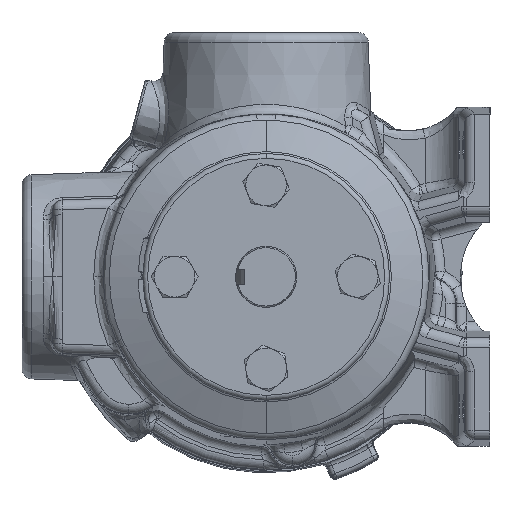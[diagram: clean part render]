
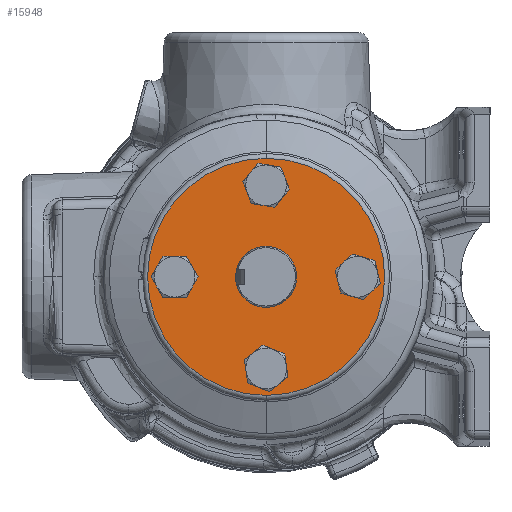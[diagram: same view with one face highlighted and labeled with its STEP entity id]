
A CAD part, left-side view. The second image highlights one B-rep face of the part: STEP entity #15948.
In plain terms, the highlighted planar face has unit normal (-1, 0, 0).
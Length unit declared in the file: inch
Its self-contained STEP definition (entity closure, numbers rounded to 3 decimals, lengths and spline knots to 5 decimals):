
#728 = DIRECTION ( 'NONE',  ( 1., 0., 0. ) ) ;
#929 = DIRECTION ( 'NONE',  ( 1., 0., 0. ) ) ;
#1232 = DIRECTION ( 'NONE',  ( 1., 0., 0. ) ) ;
#1988 = VERTEX_POINT ( 'NONE', #15480 ) ;
#2067 = AXIS2_PLACEMENT_3D ( 'NONE', #19355, #6433, #11302 ) ;
#2333 = DIRECTION ( 'NONE',  ( 0., 0.371, -0.929 ) ) ;
#2814 = VERTEX_POINT ( 'NONE', #3061 ) ;
#2867 = VERTEX_POINT ( 'NONE', #13483 ) ;
#3061 = CARTESIAN_POINT ( 'NONE',  ( -5.628, 0., -1.45644 ) ) ;
#3558 = EDGE_LOOP ( 'NONE', ( #27722, #43829 ) ) ;
#3661 = VERTEX_POINT ( 'NONE', #6778 ) ;
#4402 = DIRECTION ( 'NONE',  ( 0., 0., -1. ) ) ;
#4992 = VERTEX_POINT ( 'NONE', #20753 ) ;
#5305 = AXIS2_PLACEMENT_3D ( 'NONE', #7777, #33199, #17180 ) ;
#6433 = DIRECTION ( 'NONE',  ( 1., 0., 0. ) ) ;
#6707 = FACE_BOUND ( 'NONE', #30425, .T. ) ;
#6778 = CARTESIAN_POINT ( 'NONE',  ( -5.628, -1.05425, -0.23978 ) ) ;
#6782 = CIRCLE ( 'NONE', #33142, 0.25 ) ;
#7777 = CARTESIAN_POINT ( 'NONE',  ( -5.628, 1.125, 0. ) ) ;
#8014 = CIRCLE ( 'NONE', #5305, 0.25 ) ;
#8091 = AXIS2_PLACEMENT_3D ( 'NONE', #9289, #44779, #34298 ) ;
#8373 = CARTESIAN_POINT ( 'NONE',  ( -5.628, 0., 1.125 ) ) ;
#8609 = CARTESIAN_POINT ( 'NONE',  ( -5.628, 0.03964, 0.87816 ) ) ;
#8897 = EDGE_LOOP ( 'NONE', ( #10204, #15188 ) ) ;
#8910 = VERTEX_POINT ( 'NONE', #15064 ) ;
#9289 = CARTESIAN_POINT ( 'NONE',  ( -5.628, -1.125, 0. ) ) ;
#9754 = CARTESIAN_POINT ( 'NONE',  ( -5.628, 0., 1.45644 ) ) ;
#10123 = EDGE_CURVE ( 'NONE', #3661, #8910, #18125, .T. ) ;
#10204 = ORIENTED_EDGE ( 'NONE', *, *, #21659, .T. ) ;
#10286 = AXIS2_PLACEMENT_3D ( 'NONE', #17162, #47161, #45217 ) ;
#10380 = DIRECTION ( 'NONE',  ( 1., 0., 0. ) ) ;
#11229 = DIRECTION ( 'NONE',  ( 0., 0.159, -0.987 ) ) ;
#11302 = DIRECTION ( 'NONE',  ( 0., 0., 1. ) ) ;
#11477 = ORIENTED_EDGE ( 'NONE', *, *, #45463, .T. ) ;
#11822 = AXIS2_PLACEMENT_3D ( 'NONE', #22752, #929, #26363 ) ;
#11916 = DIRECTION ( 'NONE',  ( 0., 0.159, -0.987 ) ) ;
#12549 = ORIENTED_EDGE ( 'NONE', *, *, #40314, .T. ) ;
#13049 = AXIS2_PLACEMENT_3D ( 'NONE', #20663, #46157, #24316 ) ;
#13442 = AXIS2_PLACEMENT_3D ( 'NONE', #19265, #37332, #11229 ) ;
#13483 = CARTESIAN_POINT ( 'NONE',  ( -5.628, 1.125, 0.25 ) ) ;
#13518 = VERTEX_POINT ( 'NONE', #9754 ) ;
#13667 = DIRECTION ( 'NONE',  ( -1., 0., 0. ) ) ;
#13669 = CIRCLE ( 'NONE', #25816, 1.45644 ) ;
#15064 = CARTESIAN_POINT ( 'NONE',  ( -5.628, -1.19575, 0.23978 ) ) ;
#15188 = ORIENTED_EDGE ( 'NONE', *, *, #25720, .T. ) ;
#15480 = CARTESIAN_POINT ( 'NONE',  ( -5.628, -0.09279, -0.89286 ) ) ;
#15843 = VERTEX_POINT ( 'NONE', #21221 ) ;
#15948 = ADVANCED_FACE ( 'NONE', ( #42364, #35220, #6707, #44347, #35579, #20952 ), #32677, .F. ) ;
#15951 = CIRCLE ( 'NONE', #13442, 0.25 ) ;
#16193 = EDGE_CURVE ( 'NONE', #4992, #2867, #8014, .T. ) ;
#16908 = CIRCLE ( 'NONE', #40611, 0.25 ) ;
#17162 = CARTESIAN_POINT ( 'NONE',  ( -5.628, 1.125, 0. ) ) ;
#17180 = DIRECTION ( 'NONE',  ( 0., 0., -1. ) ) ;
#17695 = ORIENTED_EDGE ( 'NONE', *, *, #21527, .T. ) ;
#18125 = CIRCLE ( 'NONE', #8091, 0.25 ) ;
#18879 = AXIS2_PLACEMENT_3D ( 'NONE', #8373, #33824, #11916 ) ;
#19196 = CARTESIAN_POINT ( 'NONE',  ( -5.628, 0., 0. ) ) ;
#19265 = CARTESIAN_POINT ( 'NONE',  ( -5.628, 0., 1.125 ) ) ;
#19294 = ORIENTED_EDGE ( 'NONE', *, *, #38884, .T. ) ;
#19355 = CARTESIAN_POINT ( 'NONE',  ( -5.628, 0., 0. ) ) ;
#20106 = ORIENTED_EDGE ( 'NONE', *, *, #10123, .T. ) ;
#20663 = CARTESIAN_POINT ( 'NONE',  ( -5.628, 0., 0. ) ) ;
#20753 = CARTESIAN_POINT ( 'NONE',  ( -5.628, 1.125, -0.25 ) ) ;
#20952 = FACE_BOUND ( 'NONE', #8897, .T. ) ;
#21221 = CARTESIAN_POINT ( 'NONE',  ( -5.628, -0.03964, 1.37184 ) ) ;
#21257 = AXIS2_PLACEMENT_3D ( 'NONE', #24015, #1232, #36373 ) ;
#21527 = EDGE_CURVE ( 'NONE', #13518, #2814, #13669, .T. ) ;
#21659 = EDGE_CURVE ( 'NONE', #32161, #46712, #45717, .T. ) ;
#22375 = AXIS2_PLACEMENT_3D ( 'NONE', #40732, #728, #4402 ) ;
#22592 = CIRCLE ( 'NONE', #10286, 0.25 ) ;
#22650 = EDGE_CURVE ( 'NONE', #15843, #46166, #44246, .T. ) ;
#22752 = CARTESIAN_POINT ( 'NONE',  ( -5.628, 0., -1.125 ) ) ;
#24015 = CARTESIAN_POINT ( 'NONE',  ( -5.628, 0., 0. ) ) ;
#24156 = DIRECTION ( 'NONE',  ( 1., 0., 0. ) ) ;
#24316 = DIRECTION ( 'NONE',  ( 0., 0., -1. ) ) ;
#24907 = EDGE_CURVE ( 'NONE', #2867, #4992, #22592, .T. ) ;
#25363 = CARTESIAN_POINT ( 'NONE',  ( -5.628, 0., -0.37463 ) ) ;
#25720 = EDGE_CURVE ( 'NONE', #46712, #32161, #43626, .T. ) ;
#25816 = AXIS2_PLACEMENT_3D ( 'NONE', #19196, #13667, #37052 ) ;
#25941 = EDGE_LOOP ( 'NONE', ( #19294, #20106 ) ) ;
#26363 = DIRECTION ( 'NONE',  ( 0., 0.371, -0.929 ) ) ;
#27722 = ORIENTED_EDGE ( 'NONE', *, *, #24907, .T. ) ;
#30425 = EDGE_LOOP ( 'NONE', ( #44854, #34953 ) ) ;
#31048 = EDGE_CURVE ( 'NONE', #46166, #15843, #15951, .T. ) ;
#32161 = VERTEX_POINT ( 'NONE', #25363 ) ;
#32610 = EDGE_LOOP ( 'NONE', ( #43273, #17695 ) ) ;
#32677 = PLANE ( 'NONE',  #22375 ) ;
#32794 = EDGE_LOOP ( 'NONE', ( #12549, #11477 ) ) ;
#33142 = AXIS2_PLACEMENT_3D ( 'NONE', #36761, #10380, #44026 ) ;
#33199 = DIRECTION ( 'NONE',  ( 1., 0., 0. ) ) ;
#33824 = DIRECTION ( 'NONE',  ( 1., 0., 0. ) ) ;
#34298 = DIRECTION ( 'NONE',  ( 0., 0.283, -0.959 ) ) ;
#34953 = ORIENTED_EDGE ( 'NONE', *, *, #31048, .T. ) ;
#35220 = FACE_OUTER_BOUND ( 'NONE', #32610, .T. ) ;
#35579 = FACE_BOUND ( 'NONE', #32794, .T. ) ;
#36373 = DIRECTION ( 'NONE',  ( 0., 0., 1. ) ) ;
#36761 = CARTESIAN_POINT ( 'NONE',  ( -5.628, -1.125, 0. ) ) ;
#36892 = VERTEX_POINT ( 'NONE', #40212 ) ;
#37052 = DIRECTION ( 'NONE',  ( 0., 0., -1. ) ) ;
#37332 = DIRECTION ( 'NONE',  ( 1., 0., 0. ) ) ;
#38884 = EDGE_CURVE ( 'NONE', #8910, #3661, #6782, .T. ) ;
#40212 = CARTESIAN_POINT ( 'NONE',  ( -5.628, 0.09279, -1.35714 ) ) ;
#40314 = EDGE_CURVE ( 'NONE', #1988, #36892, #16908, .T. ) ;
#40611 = AXIS2_PLACEMENT_3D ( 'NONE', #45982, #24156, #2333 ) ;
#40732 = CARTESIAN_POINT ( 'NONE',  ( -5.628, 0., 0. ) ) ;
#41664 = CIRCLE ( 'NONE', #11822, 0.25 ) ;
#42364 = FACE_BOUND ( 'NONE', #3558, .T. ) ;
#43273 = ORIENTED_EDGE ( 'NONE', *, *, #46304, .T. ) ;
#43626 = CIRCLE ( 'NONE', #21257, 0.37463 ) ;
#43819 = CIRCLE ( 'NONE', #13049, 1.45644 ) ;
#43829 = ORIENTED_EDGE ( 'NONE', *, *, #16193, .T. ) ;
#44026 = DIRECTION ( 'NONE',  ( 0., 0.283, -0.959 ) ) ;
#44246 = CIRCLE ( 'NONE', #18879, 0.25 ) ;
#44347 = FACE_BOUND ( 'NONE', #25941, .T. ) ;
#44779 = DIRECTION ( 'NONE',  ( 1., 0., 0. ) ) ;
#44854 = ORIENTED_EDGE ( 'NONE', *, *, #22650, .T. ) ;
#44949 = CARTESIAN_POINT ( 'NONE',  ( -5.628, 0., 0.37463 ) ) ;
#45217 = DIRECTION ( 'NONE',  ( 0., 0., -1. ) ) ;
#45463 = EDGE_CURVE ( 'NONE', #36892, #1988, #41664, .T. ) ;
#45717 = CIRCLE ( 'NONE', #2067, 0.37463 ) ;
#45982 = CARTESIAN_POINT ( 'NONE',  ( -5.628, 0., -1.125 ) ) ;
#46157 = DIRECTION ( 'NONE',  ( -1., 0., 0. ) ) ;
#46166 = VERTEX_POINT ( 'NONE', #8609 ) ;
#46304 = EDGE_CURVE ( 'NONE', #2814, #13518, #43819, .T. ) ;
#46712 = VERTEX_POINT ( 'NONE', #44949 ) ;
#47161 = DIRECTION ( 'NONE',  ( 1., 0., 0. ) ) ;
